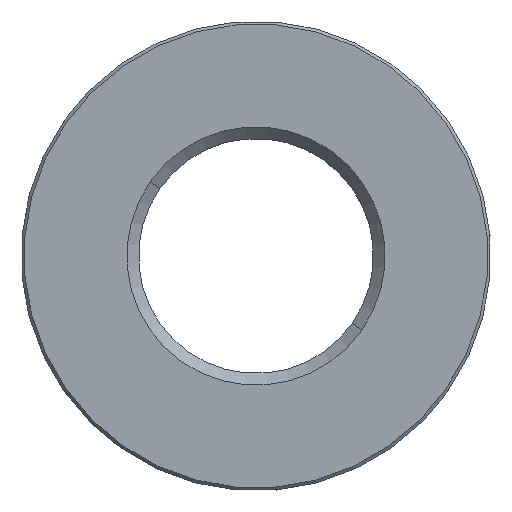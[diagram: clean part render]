
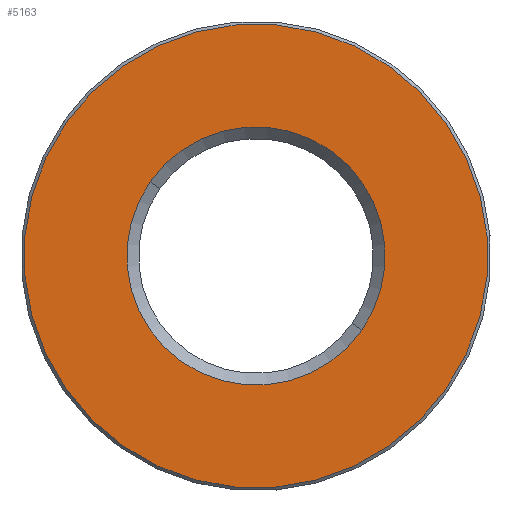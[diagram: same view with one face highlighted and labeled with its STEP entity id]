
A CAD part, front view. The second image highlights one B-rep face of the part: STEP entity #5163.
In plain terms, the highlighted planar face has unit normal (0, -1, 0).
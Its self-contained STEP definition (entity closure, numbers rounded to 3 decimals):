
#3 = AXIS2_PLACEMENT_3D ( 'NONE', #3429, #1347, #4890 ) ;
#74 = EDGE_CURVE ( 'NONE', #5722, #5366, #4533, .T. ) ;
#151 = CARTESIAN_POINT ( 'NONE',  ( 0., -5.25, 0. ) ) ;
#646 = CIRCLE ( 'NONE', #3954, 4.4 ) ;
#706 = DIRECTION ( 'NONE',  ( 0., 0., 1. ) ) ;
#802 = DIRECTION ( 'NONE',  ( 0., 1., 0. ) ) ;
#809 = PLANE ( 'NONE',  #3 ) ;
#960 = DIRECTION ( 'NONE',  ( 0., 0., 1. ) ) ;
#977 = CARTESIAN_POINT ( 'NONE',  ( 0., -5.25, 0. ) ) ;
#997 = DIRECTION ( 'NONE',  ( 0., -1., 0. ) ) ;
#1199 = ORIENTED_EDGE ( 'NONE', *, *, #6464, .T. ) ;
#1347 = DIRECTION ( 'NONE',  ( 0., 1., 0. ) ) ;
#1464 = CIRCLE ( 'NONE', #2448, 7.9 ) ;
#1839 = AXIS2_PLACEMENT_3D ( 'NONE', #977, #997, #960 ) ;
#1926 = AXIS2_PLACEMENT_3D ( 'NONE', #3935, #802, #4409 ) ;
#2031 = VERTEX_POINT ( 'NONE', #5292 ) ;
#2301 = EDGE_CURVE ( 'NONE', #5366, #5722, #1464, .T. ) ;
#2448 = AXIS2_PLACEMENT_3D ( 'NONE', #4251, #4227, #3808 ) ;
#2480 = CARTESIAN_POINT ( 'NONE',  ( 0., -5.25, -4.4 ) ) ;
#2482 = CARTESIAN_POINT ( 'NONE',  ( 0., -5.25, 7.9 ) ) ;
#2886 = ORIENTED_EDGE ( 'NONE', *, *, #5665, .T. ) ;
#3065 = ORIENTED_EDGE ( 'NONE', *, *, #74, .T. ) ;
#3429 = CARTESIAN_POINT ( 'NONE',  ( 4., -5.25, 0. ) ) ;
#3808 = DIRECTION ( 'NONE',  ( 0., 0., 1. ) ) ;
#3856 = DIRECTION ( 'NONE',  ( 0., 1., 0. ) ) ;
#3914 = ORIENTED_EDGE ( 'NONE', *, *, #2301, .T. ) ;
#3935 = CARTESIAN_POINT ( 'NONE',  ( 0., -5.25, 0. ) ) ;
#3954 = AXIS2_PLACEMENT_3D ( 'NONE', #151, #3856, #706 ) ;
#4217 = FACE_OUTER_BOUND ( 'NONE', #5865, .T. ) ;
#4227 = DIRECTION ( 'NONE',  ( 0., -1., 0. ) ) ;
#4251 = CARTESIAN_POINT ( 'NONE',  ( 0., -5.25, 0. ) ) ;
#4257 = VERTEX_POINT ( 'NONE', #2480 ) ;
#4409 = DIRECTION ( 'NONE',  ( 0., 0., 1. ) ) ;
#4530 = FACE_BOUND ( 'NONE', #5118, .T. ) ;
#4533 = CIRCLE ( 'NONE', #1839, 7.9 ) ;
#4890 = DIRECTION ( 'NONE',  ( 0., 0., 1. ) ) ;
#5040 = CIRCLE ( 'NONE', #1926, 4.4 ) ;
#5118 = EDGE_LOOP ( 'NONE', ( #1199, #2886 ) ) ;
#5163 = ADVANCED_FACE ( 'NONE', ( #4217, #4530 ), #809, .F. ) ;
#5292 = CARTESIAN_POINT ( 'NONE',  ( 0., -5.25, 4.4 ) ) ;
#5366 = VERTEX_POINT ( 'NONE', #5535 ) ;
#5535 = CARTESIAN_POINT ( 'NONE',  ( 0., -5.25, -7.9 ) ) ;
#5665 = EDGE_CURVE ( 'NONE', #2031, #4257, #5040, .T. ) ;
#5722 = VERTEX_POINT ( 'NONE', #2482 ) ;
#5865 = EDGE_LOOP ( 'NONE', ( #3065, #3914 ) ) ;
#6464 = EDGE_CURVE ( 'NONE', #4257, #2031, #646, .T. ) ;
